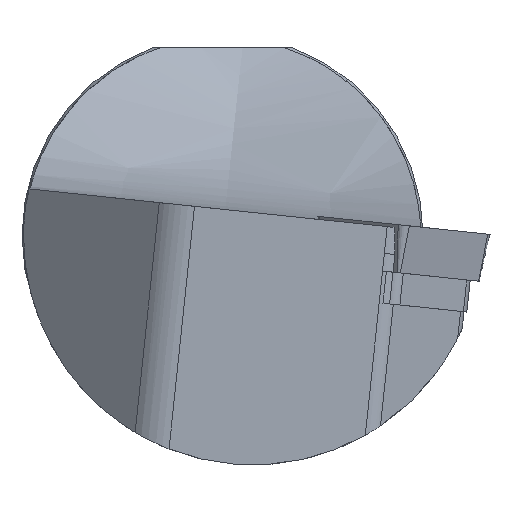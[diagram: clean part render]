
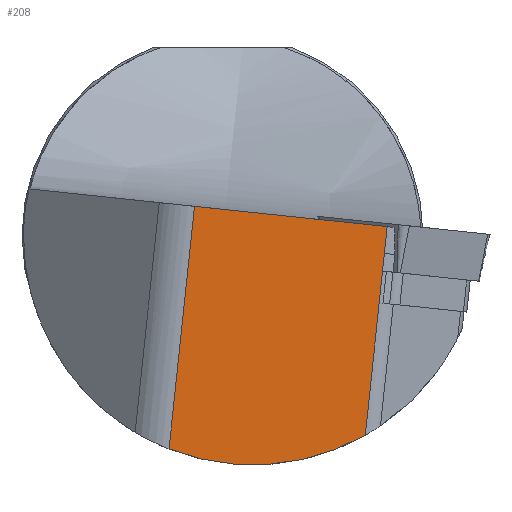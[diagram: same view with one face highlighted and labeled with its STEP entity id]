
A CAD part, left-side view. The second image highlights one B-rep face of the part: STEP entity #208.
In plain terms, the highlighted planar face has unit normal (-1, 0, 0).
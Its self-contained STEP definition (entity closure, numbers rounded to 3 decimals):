
#182=B_SPLINE_CURVE_WITH_KNOTS('',3,(#1850,#1851,#1852,#1853,#1854,#1855,
#1856),.UNSPECIFIED.,.F.,.F.,(4,3,4),(0.,0.225,1.),
 .UNSPECIFIED.);
#208=ADVANCED_FACE('',(#283),#248,.F.);
#248=PLANE('',#1041);
#283=FACE_OUTER_BOUND('',#334,.T.);
#334=EDGE_LOOP('',(#594,#595,#596,#597));
#390=LINE('',#2168,#452);
#391=LINE('',#2172,#453);
#452=VECTOR('',#1183,1.);
#453=VECTOR('',#1188,1.);
#594=ORIENTED_EDGE('',*,*,#913,.T.);
#595=ORIENTED_EDGE('',*,*,#914,.T.);
#596=ORIENTED_EDGE('',*,*,#915,.F.);
#597=ORIENTED_EDGE('',*,*,#906,.T.);
#805=VERTEX_POINT('',#1849);
#806=VERTEX_POINT('',#1857);
#809=VERTEX_POINT('',#2167);
#810=VERTEX_POINT('',#2171);
#906=EDGE_CURVE('',#806,#805,#182,.T.);
#913=EDGE_CURVE('',#805,#809,#390,.T.);
#914=EDGE_CURVE('',#809,#810,#988,.T.);
#915=EDGE_CURVE('',#806,#810,#391,.T.);
#988=CIRCLE('',#1040,22.85);
#1040=AXIS2_PLACEMENT_3D('',#2170,#1186,#1187);
#1041=AXIS2_PLACEMENT_3D('',#2173,#1189,#1190);
#1183=DIRECTION('',(0.,0.105,-0.995));
#1186=DIRECTION('',(-1.,0.,0.));
#1187=DIRECTION('',(0.,1.,0.));
#1188=DIRECTION('',(0.,0.105,-0.995));
#1189=DIRECTION('',(1.,0.,0.));
#1190=DIRECTION('',(0.,1.,0.));
#1849=CARTESIAN_POINT('',(0.8,2.796,2.93));
#1850=CARTESIAN_POINT('',(0.8,-16.416,0.908));
#1851=CARTESIAN_POINT('',(0.8,-14.972,1.06));
#1852=CARTESIAN_POINT('',(0.8,-13.528,1.212));
#1853=CARTESIAN_POINT('',(0.8,-12.084,1.364));
#1854=CARTESIAN_POINT('',(0.8,-7.124,1.887));
#1855=CARTESIAN_POINT('',(0.8,-2.164,2.408));
#1856=CARTESIAN_POINT('',(0.8,2.796,2.93));
#1857=CARTESIAN_POINT('',(0.8,-16.416,0.908));
#2167=CARTESIAN_POINT('',(0.8,5.34,-21.274));
#2168=CARTESIAN_POINT('',(0.8,-48.417,490.189));
#2170=CARTESIAN_POINT('',(0.8,-3.,0.));
#2171=CARTESIAN_POINT('',(0.8,-14.229,-19.901));
#2172=CARTESIAN_POINT('',(0.8,-67.629,488.17));
#2173=CARTESIAN_POINT('',(0.8,-48.417,490.189));
